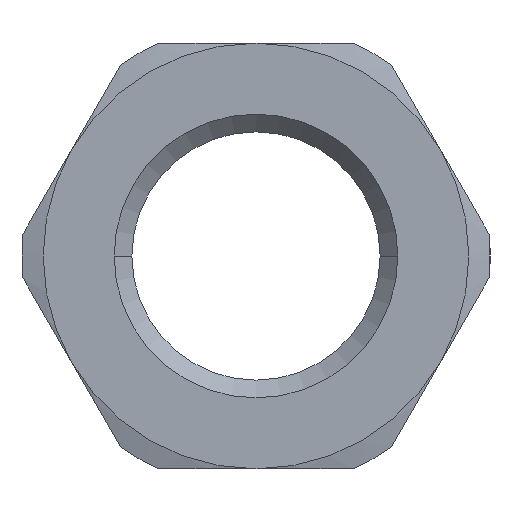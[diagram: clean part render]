
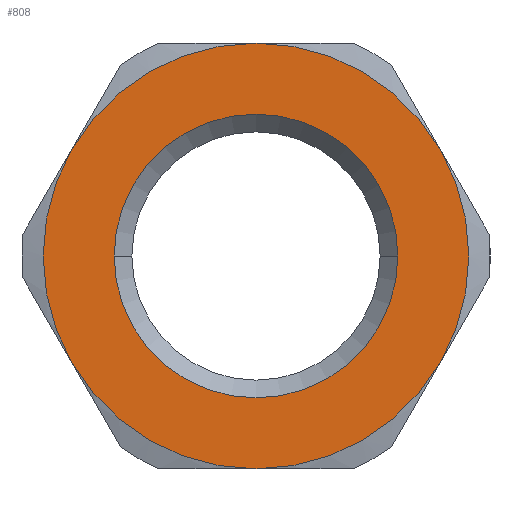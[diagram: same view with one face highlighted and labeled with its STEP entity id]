
A CAD part, left-side view. The second image highlights one B-rep face of the part: STEP entity #808.
In plain terms, the highlighted planar face has unit normal (-1, 0, 0).
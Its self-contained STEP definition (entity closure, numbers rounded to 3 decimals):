
#16 = AXIS2_PLACEMENT_3D ( 'NONE', #359, #1009, #452 ) ;
#43 = DIRECTION ( 'NONE',  ( 0., 0., -1. ) ) ;
#134 = DIRECTION ( 'NONE',  ( 1., 0., 0. ) ) ;
#144 = CARTESIAN_POINT ( 'NONE',  ( 0., 0., -12. ) ) ;
#157 = CIRCLE ( 'NONE', #1008, 8. ) ;
#164 = ORIENTED_EDGE ( 'NONE', *, *, #623, .F. ) ;
#168 = VERTEX_POINT ( 'NONE', #933 ) ;
#195 = DIRECTION ( 'NONE',  ( 1., 0., 0. ) ) ;
#196 = CARTESIAN_POINT ( 'NONE',  ( 0., 10.392, 6. ) ) ;
#206 = CARTESIAN_POINT ( 'NONE',  ( 0., 0., 0. ) ) ;
#207 = AXIS2_PLACEMENT_3D ( 'NONE', #749, #195, #835 ) ;
#231 = CARTESIAN_POINT ( 'NONE',  ( 0., 0., 0. ) ) ;
#234 = AXIS2_PLACEMENT_3D ( 'NONE', #338, #986, #427 ) ;
#241 = EDGE_CURVE ( 'NONE', #296, #807, #250, .T. ) ;
#244 = DIRECTION ( 'NONE',  ( -1., 0., 0. ) ) ;
#246 = EDGE_CURVE ( 'NONE', #684, #296, #1205, .T. ) ;
#247 = PLANE ( 'NONE',  #234 ) ;
#250 = CIRCLE ( 'NONE', #325, 12. ) ;
#256 = DIRECTION ( 'NONE',  ( 1., 0., 0. ) ) ;
#282 = DIRECTION ( 'NONE',  ( 1., 0., 0. ) ) ;
#295 = ORIENTED_EDGE ( 'NONE', *, *, #319, .T. ) ;
#296 = VERTEX_POINT ( 'NONE', #654 ) ;
#302 = AXIS2_PLACEMENT_3D ( 'NONE', #800, #256, #892 ) ;
#319 = EDGE_CURVE ( 'NONE', #168, #386, #157, .T. ) ;
#323 = DIRECTION ( 'NONE',  ( 0., 0., -1. ) ) ;
#325 = AXIS2_PLACEMENT_3D ( 'NONE', #1151, #591, #43 ) ;
#338 = CARTESIAN_POINT ( 'NONE',  ( 0., 0., 0. ) ) ;
#359 = CARTESIAN_POINT ( 'NONE',  ( 0., 0., 0. ) ) ;
#386 = VERTEX_POINT ( 'NONE', #497 ) ;
#427 = DIRECTION ( 'NONE',  ( 0., 0., -1. ) ) ;
#443 = ORIENTED_EDGE ( 'NONE', *, *, #467, .T. ) ;
#452 = DIRECTION ( 'NONE',  ( 0., 0., -1. ) ) ;
#467 = EDGE_CURVE ( 'NONE', #929, #1005, #1051, .T. ) ;
#497 = CARTESIAN_POINT ( 'NONE',  ( 0., 8., 0. ) ) ;
#514 = CARTESIAN_POINT ( 'NONE',  ( 0., 10.392, -6. ) ) ;
#528 = EDGE_LOOP ( 'NONE', ( #1091, #1126, #678, #164, #443, #814 ) ) ;
#545 = EDGE_CURVE ( 'NONE', #807, #689, #955, .T. ) ;
#580 = FACE_BOUND ( 'NONE', #1098, .T. ) ;
#591 = DIRECTION ( 'NONE',  ( 1., 0., 0. ) ) ;
#612 = CIRCLE ( 'NONE', #207, 8. ) ;
#623 = EDGE_CURVE ( 'NONE', #929, #684, #1168, .T. ) ;
#654 = CARTESIAN_POINT ( 'NONE',  ( 0., -10.392, -6. ) ) ;
#678 = ORIENTED_EDGE ( 'NONE', *, *, #246, .F. ) ;
#684 = VERTEX_POINT ( 'NONE', #788 ) ;
#689 = VERTEX_POINT ( 'NONE', #514 ) ;
#693 = AXIS2_PLACEMENT_3D ( 'NONE', #231, #864, #323 ) ;
#694 = CARTESIAN_POINT ( 'NONE',  ( 0., 0., 0. ) ) ;
#714 = CIRCLE ( 'NONE', #302, 12. ) ;
#719 = EDGE_CURVE ( 'NONE', #386, #168, #612, .T. ) ;
#749 = CARTESIAN_POINT ( 'NONE',  ( 0., 0., 0. ) ) ;
#780 = ORIENTED_EDGE ( 'NONE', *, *, #719, .T. ) ;
#785 = DIRECTION ( 'NONE',  ( 0., 0., -1. ) ) ;
#788 = CARTESIAN_POINT ( 'NONE',  ( 0., -10.392, 6. ) ) ;
#789 = CARTESIAN_POINT ( 'NONE',  ( 0., 0., 0. ) ) ;
#800 = CARTESIAN_POINT ( 'NONE',  ( 0., 0., 0. ) ) ;
#807 = VERTEX_POINT ( 'NONE', #144 ) ;
#808 = ADVANCED_FACE ( 'NONE', ( #580, #1022 ), #247, .F. ) ;
#814 = ORIENTED_EDGE ( 'NONE', *, *, #830, .F. ) ;
#830 = EDGE_CURVE ( 'NONE', #689, #1005, #714, .T. ) ;
#835 = DIRECTION ( 'NONE',  ( 0., 0., -1. ) ) ;
#864 = DIRECTION ( 'NONE',  ( 1., 0., 0. ) ) ;
#879 = DIRECTION ( 'NONE',  ( 0., 0., 1. ) ) ;
#892 = DIRECTION ( 'NONE',  ( 0., 0., -1. ) ) ;
#922 = DIRECTION ( 'NONE',  ( 0., 0., -1. ) ) ;
#929 = VERTEX_POINT ( 'NONE', #1044 ) ;
#933 = CARTESIAN_POINT ( 'NONE',  ( 0., -8., 0. ) ) ;
#955 = CIRCLE ( 'NONE', #16, 12. ) ;
#973 = AXIS2_PLACEMENT_3D ( 'NONE', #789, #244, #879 ) ;
#974 = AXIS2_PLACEMENT_3D ( 'NONE', #694, #134, #785 ) ;
#986 = DIRECTION ( 'NONE',  ( 1., 0., 0. ) ) ;
#1005 = VERTEX_POINT ( 'NONE', #196 ) ;
#1008 = AXIS2_PLACEMENT_3D ( 'NONE', #206, #282, #922 ) ;
#1009 = DIRECTION ( 'NONE',  ( 1., 0., 0. ) ) ;
#1022 = FACE_OUTER_BOUND ( 'NONE', #528, .T. ) ;
#1044 = CARTESIAN_POINT ( 'NONE',  ( 0., 0., 12. ) ) ;
#1051 = CIRCLE ( 'NONE', #973, 12. ) ;
#1091 = ORIENTED_EDGE ( 'NONE', *, *, #545, .F. ) ;
#1098 = EDGE_LOOP ( 'NONE', ( #295, #780 ) ) ;
#1126 = ORIENTED_EDGE ( 'NONE', *, *, #241, .F. ) ;
#1151 = CARTESIAN_POINT ( 'NONE',  ( 0., 0., 0. ) ) ;
#1168 = CIRCLE ( 'NONE', #974, 12. ) ;
#1205 = CIRCLE ( 'NONE', #693, 12. ) ;
